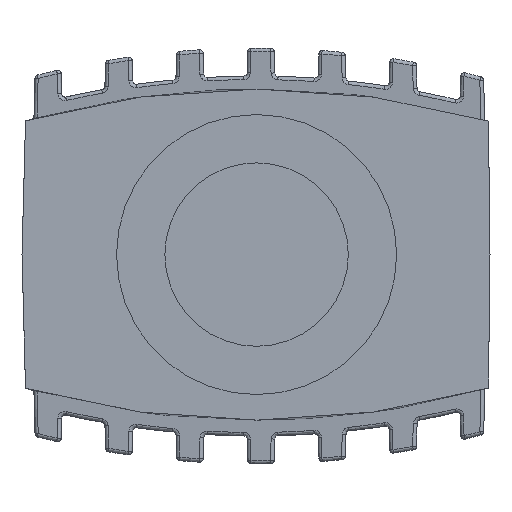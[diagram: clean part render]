
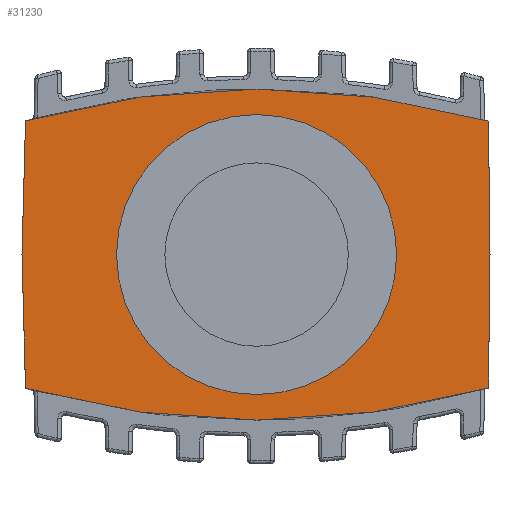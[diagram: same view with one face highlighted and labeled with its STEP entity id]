
A CAD part, front view. The second image highlights one B-rep face of the part: STEP entity #31230.
In plain terms, the highlighted planar face has unit normal (0, -1, 0).
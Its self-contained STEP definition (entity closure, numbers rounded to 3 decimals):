
#1845=FACE_BOUND('',#5881,.T.);
#2124=CIRCLE('',#33246,18.1);
#2176=CIRCLE('',#33346,122.);
#2177=CIRCLE('',#33347,122.);
#4022=FACE_OUTER_BOUND('',#5880,.T.);
#5880=EDGE_LOOP('',(#21062,#21063,#21064,#21065,#21066,#21067));
#5881=EDGE_LOOP('',(#21068,#21069,#21070,#21071));
#7940=LINE('',#45253,#10164);
#7957=LINE('',#45314,#10181);
#7967=LINE('',#45346,#10191);
#7969=LINE('',#45350,#10193);
#7970=LINE('',#45353,#10194);
#8034=LINE('',#45593,#10258);
#8035=LINE('',#45597,#10259);
#10164=VECTOR('',#37164,10.);
#10181=VECTOR('',#37211,10.);
#10191=VECTOR('',#37237,10.);
#10193=VECTOR('',#37241,10.);
#10194=VECTOR('',#37244,10.);
#10258=VECTOR('',#37510,10.);
#10259=VECTOR('',#37515,10.);
#12352=VERTEX_POINT('',#45250);
#12353=VERTEX_POINT('',#45252);
#12371=VERTEX_POINT('',#45311);
#12372=VERTEX_POINT('',#45313);
#12378=VERTEX_POINT('',#45344);
#12379=VERTEX_POINT('',#45348);
#12380=VERTEX_POINT('',#45352);
#12454=VERTEX_POINT('',#45591);
#12455=VERTEX_POINT('',#45592);
#12456=VERTEX_POINT('',#45595);
#15478=EDGE_CURVE('',#12353,#12352,#7940,.T.);
#15503=EDGE_CURVE('',#12372,#12371,#7957,.T.);
#15517=EDGE_CURVE('',#12352,#12378,#7967,.T.);
#15519=EDGE_CURVE('',#12371,#12379,#7969,.T.);
#15520=EDGE_CURVE('',#12380,#12372,#7970,.T.);
#15522=EDGE_CURVE('',#12379,#12380,#2124,.T.);
#15638=EDGE_CURVE('',#12454,#12455,#8034,.T.);
#15639=EDGE_CURVE('',#12353,#12455,#2176,.T.);
#15640=EDGE_CURVE('',#12456,#12378,#2177,.T.);
#15641=EDGE_CURVE('',#12456,#12454,#8035,.T.);
#21062=ORIENTED_EDGE('',*,*,#15638,.T.);
#21063=ORIENTED_EDGE('',*,*,#15639,.F.);
#21064=ORIENTED_EDGE('',*,*,#15478,.T.);
#21065=ORIENTED_EDGE('',*,*,#15517,.T.);
#21066=ORIENTED_EDGE('',*,*,#15640,.F.);
#21067=ORIENTED_EDGE('',*,*,#15641,.T.);
#21068=ORIENTED_EDGE('',*,*,#15503,.T.);
#21069=ORIENTED_EDGE('',*,*,#15519,.T.);
#21070=ORIENTED_EDGE('',*,*,#15522,.T.);
#21071=ORIENTED_EDGE('',*,*,#15520,.T.);
#28654=PLANE('',#33345);
#31230=ADVANCED_FACE('',(#4022,#1845),#28654,.F.);
#33246=AXIS2_PLACEMENT_3D('',#45356,#37248,#37249);
#33345=AXIS2_PLACEMENT_3D('',#45590,#37508,#37509);
#33346=AXIS2_PLACEMENT_3D('',#45594,#37511,#37512);
#33347=AXIS2_PLACEMENT_3D('',#45596,#37513,#37514);
#37164=DIRECTION('',(-0.026,0.,-1.));
#37211=DIRECTION('',(0.,0.,-1.));
#37237=DIRECTION('',(0.026,0.,-1.));
#37241=DIRECTION('',(1.,0.,0.));
#37244=DIRECTION('',(-1.,0.,0.));
#37248=DIRECTION('center_axis',(0.,1.,0.));
#37249=DIRECTION('ref_axis',(-1.,0.,0.));
#37508=DIRECTION('center_axis',(0.,1.,0.));
#37509=DIRECTION('ref_axis',(-1.,0.,0.));
#37510=DIRECTION('',(-0.011,0.,1.));
#37511=DIRECTION('center_axis',(0.,1.,0.));
#37512=DIRECTION('ref_axis',(-0.275,0.,0.962));
#37513=DIRECTION('center_axis',(0.,1.,0.));
#37514=DIRECTION('ref_axis',(0.275,0.,-0.962));
#37515=DIRECTION('',(0.011,0.,1.));
#45250=CARTESIAN_POINT('',(-50.221,-58.81,16.583));
#45252=CARTESIAN_POINT('',(-49.722,-58.81,35.675));
#45253=CARTESIAN_POINT('',(-49.944,-58.81,27.163));
#45311=CARTESIAN_POINT('',(-0.369,-58.81,15.083));
#45313=CARTESIAN_POINT('',(-0.369,-58.81,18.083));
#45314=CARTESIAN_POINT('',(-0.369,-58.81,26.732));
#45344=CARTESIAN_POINT('',(-49.722,-58.81,-2.509));
#45346=CARTESIAN_POINT('',(-50.476,-58.81,26.287));
#45348=CARTESIAN_POINT('',(1.316,-58.81,15.083));
#45350=CARTESIAN_POINT('',(1.696,-58.81,15.083));
#45352=CARTESIAN_POINT('',(1.316,-58.81,18.083));
#45353=CARTESIAN_POINT('',(-0.421,-58.81,18.083));
#45356=CARTESIAN_POINT('Origin',(-16.721,-58.81,16.583));
#45590=CARTESIAN_POINT('Origin',(-16.721,-58.81,36.881));
#45591=CARTESIAN_POINT('',(16.613,-58.81,16.583));
#45592=CARTESIAN_POINT('',(16.394,-58.81,35.642));
#45593=CARTESIAN_POINT('',(16.385,-58.81,36.451));
#45594=CARTESIAN_POINT('Origin',(-16.721,-58.81,-81.778));
#45595=CARTESIAN_POINT('',(16.394,-58.81,-2.476));
#45596=CARTESIAN_POINT('Origin',(-16.721,-58.81,114.943));
#45597=CARTESIAN_POINT('',(16.618,-58.81,17.01));
